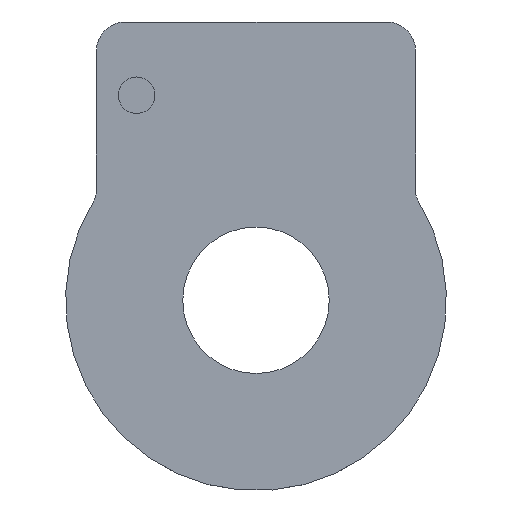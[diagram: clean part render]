
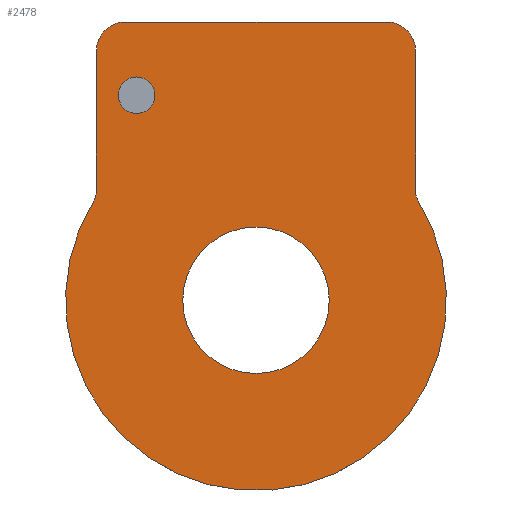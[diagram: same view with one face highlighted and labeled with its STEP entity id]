
A CAD part, front view. The second image highlights one B-rep face of the part: STEP entity #2478.
In plain terms, the highlighted planar face has unit normal (0, -1, 0).
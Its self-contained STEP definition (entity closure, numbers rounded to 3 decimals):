
#36=CARTESIAN_POINT('',(0.,0.,0.));
#37=DIRECTION('',(0.,1.,0.));
#38=DIRECTION('',(1.,0.,0.));
#39=AXIS2_PLACEMENT_3D('',#36,#37,#38);
#45=CARTESIAN_POINT('',(0.,0.,0.));
#46=DIRECTION('',(0.,1.,0.));
#47=DIRECTION('',(-1.,0.,0.));
#48=AXIS2_PLACEMENT_3D('',#45,#46,#47);
#53=CARTESIAN_POINT('',(-10.9,0.,17.));
#54=CARTESIAN_POINT('',(-10.9,0.,17.333));
#55=CARTESIAN_POINT('',(-10.755,0.,17.855));
#56=CARTESIAN_POINT('',(-10.344,0.,18.444));
#57=CARTESIAN_POINT('',(-9.755,0.,18.855));
#58=CARTESIAN_POINT('',(-9.233,0.,19.));
#59=CARTESIAN_POINT('',(-8.9,0.,19.));
#64=CARTESIAN_POINT('',(8.9,0.,19.));
#65=CARTESIAN_POINT('',(9.233,0.,19.));
#66=CARTESIAN_POINT('',(9.755,0.,18.855));
#67=CARTESIAN_POINT('',(10.344,0.,18.444));
#68=CARTESIAN_POINT('',(10.755,0.,17.855));
#69=CARTESIAN_POINT('',(10.9,0.,17.333));
#70=CARTESIAN_POINT('',(10.9,0.,17.));
#75=CARTESIAN_POINT('',(10.9,0.,7.375));
#76=CARTESIAN_POINT('',(10.9,0.,7.313));
#77=CARTESIAN_POINT('',(10.911,0.,7.19));
#78=CARTESIAN_POINT('',(10.962,0.,7.011));
#79=CARTESIAN_POINT('',(11.017,0.,6.901));
#80=CARTESIAN_POINT('',(11.05,0.,6.848));
#85=CARTESIAN_POINT('',(0.,0.,0.));
#86=DIRECTION('',(0.,1.,0.));
#87=DIRECTION('',(0.85,0.,0.527));
#88=AXIS2_PLACEMENT_3D('',#85,#86,#87);
#93=CARTESIAN_POINT('',(-11.05,0.,6.848));
#94=CARTESIAN_POINT('',(-11.017,0.,6.901));
#95=CARTESIAN_POINT('',(-10.962,0.,7.011));
#96=CARTESIAN_POINT('',(-10.911,0.,7.19));
#97=CARTESIAN_POINT('',(-10.9,0.,7.313));
#98=CARTESIAN_POINT('',(-10.9,0.,7.375));
#103=DIRECTION('',(0.,0.,1.));
#104=VECTOR('',#103,9.625);
#105=CARTESIAN_POINT('',(-10.9,0.,7.375));
#106=LINE('',#105,#104);
#110=CARTESIAN_POINT('',(-8.15,0.,14.));
#111=DIRECTION('',(0.,-1.,0.));
#112=DIRECTION('',(1.,0.,0.));
#113=AXIS2_PLACEMENT_3D('',#110,#111,#112);
#118=CARTESIAN_POINT('',(-8.15,0.,14.));
#119=DIRECTION('',(0.,-1.,0.));
#120=DIRECTION('',(-1.,0.,0.));
#121=AXIS2_PLACEMENT_3D('',#118,#119,#120);
#501=DIRECTION('',(0.,0.,1.));
#502=VECTOR('',#501,9.625);
#503=CARTESIAN_POINT('',(10.9,0.,7.375));
#504=LINE('',#503,#502);
#570=DIRECTION('',(-1.,0.,0.));
#571=VECTOR('',#570,17.8);
#572=CARTESIAN_POINT('',(8.9,0.,19.));
#573=LINE('',#572,#571);
#2126=VERTEX_POINT('',#53);
#2127=VERTEX_POINT('',#59);
#2128=CARTESIAN_POINT('',(8.9,0.,19.));
#2129=VERTEX_POINT('',#2128);
#2130=VERTEX_POINT('',#70);
#2131=CARTESIAN_POINT('',(10.9,0.,
7.375));
#2132=VERTEX_POINT('',#2131);
#2133=VERTEX_POINT('',#80);
#2134=VERTEX_POINT('',#93);
#2135=VERTEX_POINT('',#98);
#2386=CARTESIAN_POINT('',(5.,0.,0.));
#2387=CARTESIAN_POINT('',(-5.,0.,0.));
#2388=VERTEX_POINT('',#2386);
#2389=VERTEX_POINT('',#2387);
#2439=CARTESIAN_POINT('',(-6.9,0.,14.));
#2440=CARTESIAN_POINT('',(-9.4,0.,14.));
#2441=VERTEX_POINT('',#2439);
#2442=VERTEX_POINT('',#2440);
#2443=CARTESIAN_POINT('',(0.,0.,0.));
#2444=DIRECTION('',(0.,1.,0.));
#2445=DIRECTION('',(1.,0.,0.));
#2446=AXIS2_PLACEMENT_3D('',#2443,#2444,#2445);
#2447=PLANE('',#2446);
#2449=ORIENTED_EDGE('',*,*,#2448,.T.);
#2451=ORIENTED_EDGE('',*,*,#2450,.F.);
#2453=ORIENTED_EDGE('',*,*,#2452,.T.);
#2455=ORIENTED_EDGE('',*,*,#2454,.F.);
#2457=ORIENTED_EDGE('',*,*,#2456,.T.);
#2459=ORIENTED_EDGE('',*,*,#2458,.T.);
#2461=ORIENTED_EDGE('',*,*,#2460,.T.);
#2463=ORIENTED_EDGE('',*,*,#2462,.T.);
#2464=EDGE_LOOP('',(#2449,#2451,#2453,#2455,#2457,#2459,#2461,#2463));
#2465=FACE_OUTER_BOUND('',#2464,.F.);
#2467=ORIENTED_EDGE('',*,*,#2466,.F.);
#2469=ORIENTED_EDGE('',*,*,#2468,.F.);
#2470=EDGE_LOOP('',(#2467,#2469));
#2471=FACE_BOUND('',#2470,.F.);
#2473=ORIENTED_EDGE('',*,*,#2472,.T.);
#2475=ORIENTED_EDGE('',*,*,#2474,.T.);
#2476=EDGE_LOOP('',(#2473,#2475));
#2477=FACE_BOUND('',#2476,.F.);
#2478=ADVANCED_FACE('',(#2465,#2471,#2477),#2447,.F.);
#40=CIRCLE('',#39,5.);
#49=CIRCLE('',#48,5.);
#60=B_SPLINE_CURVE_WITH_KNOTS('',3,(#53,#54,#55,#56,#57,#58,#59),.UNSPECIFIED.,
.F.,.F.,(4,1,1,1,4),(0.,0.25,0.5,0.75,1.),.UNSPECIFIED.);
#71=B_SPLINE_CURVE_WITH_KNOTS('',3,(#64,#65,#66,#67,#68,#69,#70),.UNSPECIFIED.,
.F.,.F.,(4,1,1,1,4),(0.,0.25,0.5,0.75,1.),.UNSPECIFIED.);
#81=B_SPLINE_CURVE_WITH_KNOTS('',3,(#75,#76,#77,#78,#79,#80),.UNSPECIFIED.,.F.,
.F.,(4,1,1,4),(0.,0.333,0.667,1.),.UNSPECIFIED.);
#89=CIRCLE('',#88,13.);
#99=B_SPLINE_CURVE_WITH_KNOTS('',3,(#93,#94,#95,#96,#97,#98),.UNSPECIFIED.,.F.,
.F.,(4,1,1,4),(0.,0.333,0.667,1.),.UNSPECIFIED.);
#114=CIRCLE('',#113,1.25);
#122=CIRCLE('',#121,1.25);
#2448=EDGE_CURVE('',#2126,#2127,#60,.T.);
#2450=EDGE_CURVE('',#2129,#2127,#573,.T.);
#2452=EDGE_CURVE('',#2129,#2130,#71,.T.);
#2454=EDGE_CURVE('',#2132,#2130,#504,.T.);
#2456=EDGE_CURVE('',#2132,#2133,#81,.T.);
#2458=EDGE_CURVE('',#2133,#2134,#89,.T.);
#2460=EDGE_CURVE('',#2134,#2135,#99,.T.);
#2462=EDGE_CURVE('',#2135,#2126,#106,.T.);
#2466=EDGE_CURVE('',#2388,#2389,#40,.T.);
#2468=EDGE_CURVE('',#2389,#2388,#49,.T.);
#2472=EDGE_CURVE('',#2441,#2442,#114,.T.);
#2474=EDGE_CURVE('',#2442,#2441,#122,.T.);
